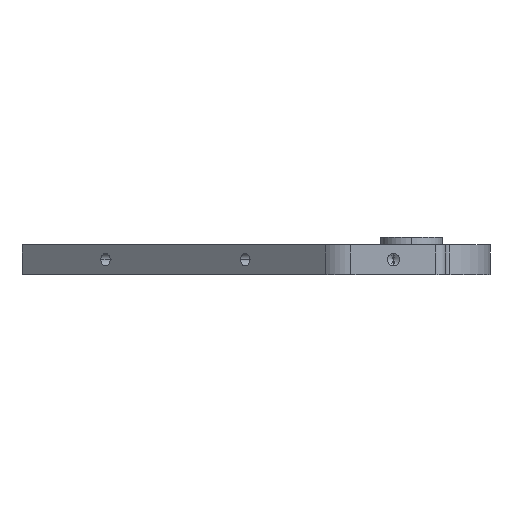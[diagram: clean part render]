
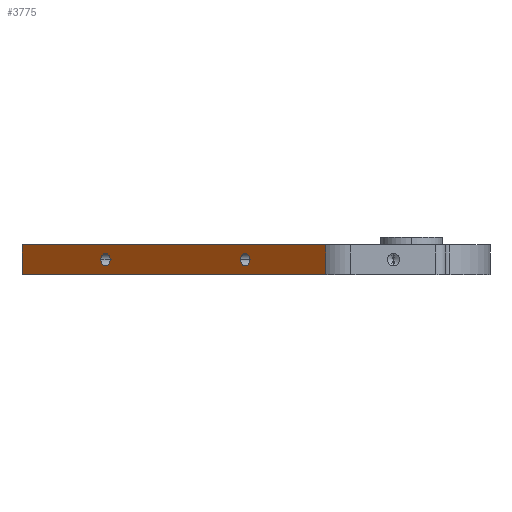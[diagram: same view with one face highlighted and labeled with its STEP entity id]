
A CAD part, left-side view. The second image highlights one B-rep face of the part: STEP entity #3775.
In plain terms, the highlighted planar face has unit normal (-0.743, 0.669, 0).
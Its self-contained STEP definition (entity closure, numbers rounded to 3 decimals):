
#15 = CIRCLE ( 'NONE', #5244, 1.65 ) ;
#401 = ORIENTED_EDGE ( 'NONE', *, *, #690, .F. ) ;
#517 = AXIS2_PLACEMENT_3D ( 'NONE', #8390, #6294, #5091 ) ;
#568 = LINE ( 'NONE', #7684, #8236 ) ;
#690 = EDGE_CURVE ( 'NONE', #8104, #6583, #5514, .T. ) ;
#919 = VECTOR ( 'NONE', #4759, 1000. ) ;
#1079 = PLANE ( 'NONE',  #8232 ) ;
#1318 = EDGE_LOOP ( 'NONE', ( #4522, #4150, #1734, #6947 ) ) ;
#1354 = CARTESIAN_POINT ( 'NONE',  ( -12.34, 104., 10. ) ) ;
#1511 = CARTESIAN_POINT ( 'NONE',  ( -66., 44.404, 4. ) ) ;
#1656 = DIRECTION ( 'NONE',  ( -0.669, -0.743, 0. ) ) ;
#1734 = ORIENTED_EDGE ( 'NONE', *, *, #5041, .F. ) ;
#1737 = LINE ( 'NONE', #3641, #3133 ) ;
#1751 = DIRECTION ( 'NONE',  ( -0.669, -0.743, 0. ) ) ;
#1813 = AXIS2_PLACEMENT_3D ( 'NONE', #3009, #4390, #7687 ) ;
#1870 = VERTEX_POINT ( 'NONE', #5237 ) ;
#1993 = CARTESIAN_POINT ( 'NONE',  ( -64.896, 45.63, 4. ) ) ;
#2039 = EDGE_CURVE ( 'NONE', #3797, #1870, #6531, .T. ) ;
#2634 = CARTESIAN_POINT ( 'NONE',  ( -12.34, 104., 8. ) ) ;
#2754 = VERTEX_POINT ( 'NONE', #6986 ) ;
#3009 = CARTESIAN_POINT ( 'NONE',  ( -66., 44.404, 4. ) ) ;
#3133 = VECTOR ( 'NONE', #1656, 1000. ) ;
#3235 = CARTESIAN_POINT ( 'NONE',  ( -31.31, 82.932, 4. ) ) ;
#3382 = DIRECTION ( 'NONE',  ( -0.669, -0.743, 0. ) ) ;
#3385 = LINE ( 'NONE', #4238, #3525 ) ;
#3459 = VERTEX_POINT ( 'NONE', #6918 ) ;
#3525 = VECTOR ( 'NONE', #7618, 1000. ) ;
#3534 = ORIENTED_EDGE ( 'NONE', *, *, #7344, .F. ) ;
#3540 = DIRECTION ( 'NONE',  ( -0.669, -0.743, 0. ) ) ;
#3641 = CARTESIAN_POINT ( 'NONE',  ( -87.974, 20., 0. ) ) ;
#3699 = CARTESIAN_POINT ( 'NONE',  ( -87.974, 20., 10. ) ) ;
#3766 = EDGE_CURVE ( 'NONE', #6583, #8104, #6015, .T. ) ;
#3775 = ADVANCED_FACE ( 'NONE', ( #8304, #4336, #7003 ), #1079, .F. ) ;
#3797 = VERTEX_POINT ( 'NONE', #1993 ) ;
#3824 = EDGE_CURVE ( 'NONE', #7470, #3459, #5458, .T. ) ;
#3940 = EDGE_CURVE ( 'NONE', #2754, #4715, #3385, .T. ) ;
#4018 = CARTESIAN_POINT ( 'NONE',  ( -33.518, 80.479, 4. ) ) ;
#4107 = CARTESIAN_POINT ( 'NONE',  ( -32.414, 81.706, 4. ) ) ;
#4136 = DIRECTION ( 'NONE',  ( -0.743, 0.669, 0. ) ) ;
#4150 = ORIENTED_EDGE ( 'NONE', *, *, #3940, .T. ) ;
#4238 = CARTESIAN_POINT ( 'NONE',  ( -85.405, 22.853, 10. ) ) ;
#4336 = FACE_BOUND ( 'NONE', #7843, .T. ) ;
#4390 = DIRECTION ( 'NONE',  ( -0.743, 0.669, 0. ) ) ;
#4522 = ORIENTED_EDGE ( 'NONE', *, *, #6372, .T. ) ;
#4715 = VERTEX_POINT ( 'NONE', #7356 ) ;
#4759 = DIRECTION ( 'NONE',  ( 0., 0., -1. ) ) ;
#5041 = EDGE_CURVE ( 'NONE', #7470, #4715, #568, .T. ) ;
#5091 = DIRECTION ( 'NONE',  ( -0.669, -0.743, 0. ) ) ;
#5237 = CARTESIAN_POINT ( 'NONE',  ( -67.104, 43.178, 4. ) ) ;
#5244 = AXIS2_PLACEMENT_3D ( 'NONE', #1511, #4136, #3540 ) ;
#5458 = LINE ( 'NONE', #1354, #919 ) ;
#5514 = CIRCLE ( 'NONE', #7724, 1.65 ) ;
#6015 = CIRCLE ( 'NONE', #517, 1.65 ) ;
#6224 = EDGE_LOOP ( 'NONE', ( #7352, #401 ) ) ;
#6294 = DIRECTION ( 'NONE',  ( -0.743, 0.669, 0. ) ) ;
#6340 = DIRECTION ( 'NONE',  ( 0.743, -0.669, 0. ) ) ;
#6372 = EDGE_CURVE ( 'NONE', #3459, #2754, #1737, .T. ) ;
#6531 = CIRCLE ( 'NONE', #1813, 1.65 ) ;
#6583 = VERTEX_POINT ( 'NONE', #4018 ) ;
#6641 = DIRECTION ( 'NONE',  ( -0.743, 0.669, 0. ) ) ;
#6918 = CARTESIAN_POINT ( 'NONE',  ( -12.34, 104., 0. ) ) ;
#6947 = ORIENTED_EDGE ( 'NONE', *, *, #3824, .T. ) ;
#6986 = CARTESIAN_POINT ( 'NONE',  ( -85.405, 22.853, 0. ) ) ;
#7003 = FACE_OUTER_BOUND ( 'NONE', #1318, .T. ) ;
#7343 = DIRECTION ( 'NONE',  ( 0.669, 0.743, 0. ) ) ;
#7344 = EDGE_CURVE ( 'NONE', #1870, #3797, #15, .T. ) ;
#7352 = ORIENTED_EDGE ( 'NONE', *, *, #3766, .F. ) ;
#7356 = CARTESIAN_POINT ( 'NONE',  ( -85.405, 22.853, 8. ) ) ;
#7470 = VERTEX_POINT ( 'NONE', #2634 ) ;
#7618 = DIRECTION ( 'NONE',  ( 0., 0., 1. ) ) ;
#7684 = CARTESIAN_POINT ( 'NONE',  ( -12.34, 104., 8. ) ) ;
#7687 = DIRECTION ( 'NONE',  ( -0.669, -0.743, 0. ) ) ;
#7724 = AXIS2_PLACEMENT_3D ( 'NONE', #4107, #6641, #3382 ) ;
#7843 = EDGE_LOOP ( 'NONE', ( #3534, #8496 ) ) ;
#8104 = VERTEX_POINT ( 'NONE', #3235 ) ;
#8232 = AXIS2_PLACEMENT_3D ( 'NONE', #3699, #6340, #7343 ) ;
#8236 = VECTOR ( 'NONE', #1751, 1000. ) ;
#8304 = FACE_BOUND ( 'NONE', #6224, .T. ) ;
#8390 = CARTESIAN_POINT ( 'NONE',  ( -32.414, 81.706, 4. ) ) ;
#8496 = ORIENTED_EDGE ( 'NONE', *, *, #2039, .F. ) ;
